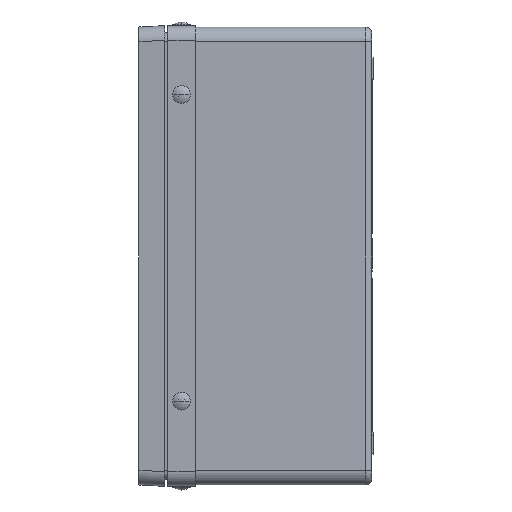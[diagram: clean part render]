
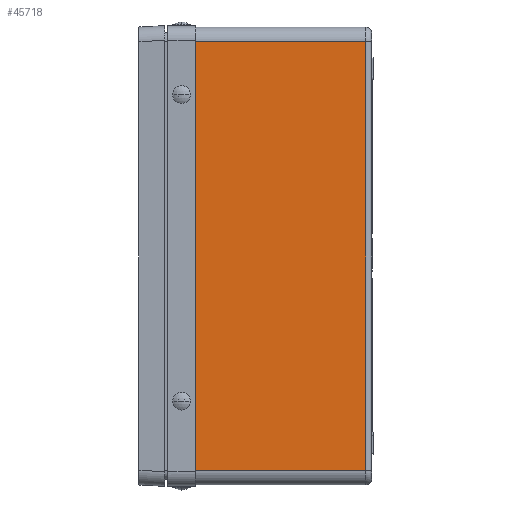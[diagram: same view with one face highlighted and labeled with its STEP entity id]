
A CAD part, left-side view. The second image highlights one B-rep face of the part: STEP entity #45718.
In plain terms, the highlighted planar face has unit normal (-1, 0, 0).
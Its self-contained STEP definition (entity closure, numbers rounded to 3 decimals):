
#829 = VERTEX_POINT ( 'NONE', #4057 ) ;
#2794 = PLANE ( 'NONE',  #26334 ) ;
#3178 = LINE ( 'NONE', #59926, #4755 ) ;
#4057 = CARTESIAN_POINT ( 'NONE',  ( -201.5, -116., 146. ) ) ;
#4755 = VECTOR ( 'NONE', #29986, 1000. ) ;
#7990 = LINE ( 'NONE', #35481, #46270 ) ;
#10978 = ORIENTED_EDGE ( 'NONE', *, *, #19727, .T. ) ;
#11187 = EDGE_CURVE ( 'NONE', #54267, #59734, #50892, .T. ) ;
#12957 = FACE_OUTER_BOUND ( 'NONE', #61831, .T. ) ;
#14905 = VERTEX_POINT ( 'NONE', #49408 ) ;
#15053 = DIRECTION ( 'NONE',  ( 0., -1., 0. ) ) ;
#17492 = EDGE_CURVE ( 'NONE', #829, #14905, #40970, .T. ) ;
#19727 = EDGE_CURVE ( 'NONE', #59734, #829, #7990, .T. ) ;
#23049 = VECTOR ( 'NONE', #62747, 1000. ) ;
#24906 = CARTESIAN_POINT ( 'NONE',  ( -201.5, -120., -146. ) ) ;
#26334 = AXIS2_PLACEMENT_3D ( 'NONE', #42737, #57874, #27920 ) ;
#27920 = DIRECTION ( 'NONE',  ( 0., 0., 1. ) ) ;
#29986 = DIRECTION ( 'NONE',  ( 0., 0., 1. ) ) ;
#35105 = ORIENTED_EDGE ( 'NONE', *, *, #17492, .T. ) ;
#35481 = CARTESIAN_POINT ( 'NONE',  ( -201.5, -116., 146. ) ) ;
#37579 = VECTOR ( 'NONE', #15053, 1000. ) ;
#37742 = CARTESIAN_POINT ( 'NONE',  ( -201.5, -116., -146. ) ) ;
#40153 = EDGE_CURVE ( 'NONE', #54267, #14905, #3178, .T. ) ;
#40970 = LINE ( 'NONE', #52711, #23049 ) ;
#42737 = CARTESIAN_POINT ( 'NONE',  ( -201.5, -120., -156. ) ) ;
#45718 = ADVANCED_FACE ( 'NONE', ( #12957 ), #2794, .T. ) ;
#46002 = ORIENTED_EDGE ( 'NONE', *, *, #40153, .F. ) ;
#46270 = VECTOR ( 'NONE', #55648, 1000. ) ;
#49408 = CARTESIAN_POINT ( 'NONE',  ( -201.5, 0., 146. ) ) ;
#50892 = LINE ( 'NONE', #24906, #37579 ) ;
#52711 = CARTESIAN_POINT ( 'NONE',  ( -201.5, -120., 146. ) ) ;
#54267 = VERTEX_POINT ( 'NONE', #56057 ) ;
#55565 = ORIENTED_EDGE ( 'NONE', *, *, #11187, .T. ) ;
#55648 = DIRECTION ( 'NONE',  ( 0., 0., 1. ) ) ;
#56057 = CARTESIAN_POINT ( 'NONE',  ( -201.5, 0., -146. ) ) ;
#57874 = DIRECTION ( 'NONE',  ( -1., 0., 0. ) ) ;
#59734 = VERTEX_POINT ( 'NONE', #37742 ) ;
#59926 = CARTESIAN_POINT ( 'NONE',  ( -201.5, 0., -156. ) ) ;
#61831 = EDGE_LOOP ( 'NONE', ( #55565, #10978, #35105, #46002 ) ) ;
#62747 = DIRECTION ( 'NONE',  ( 0., 1., 0. ) ) ;
